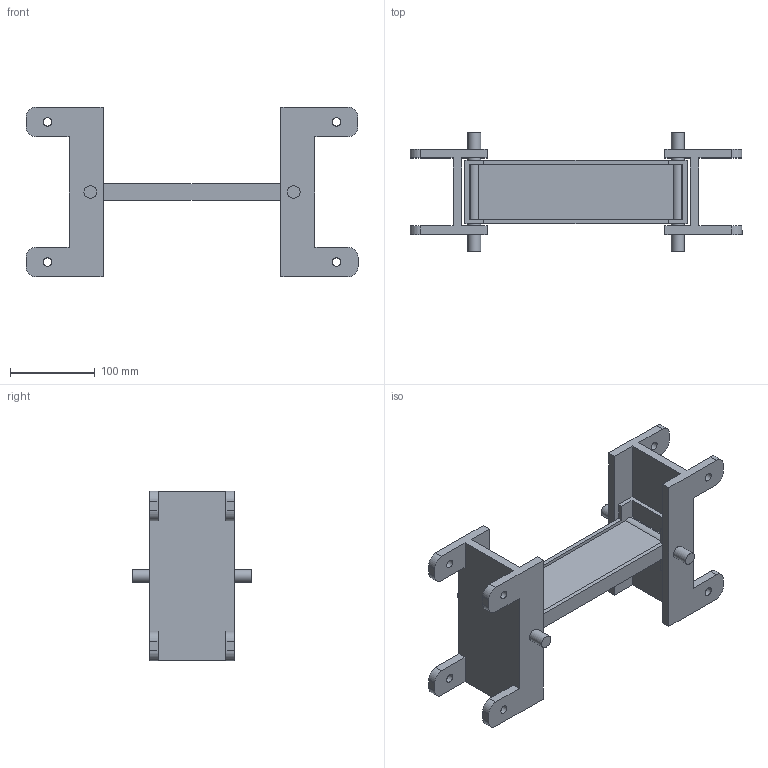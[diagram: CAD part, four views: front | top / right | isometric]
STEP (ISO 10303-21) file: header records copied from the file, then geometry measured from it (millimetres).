
FILE_DESCRIPTION(/* description */ ('CAx-IF Rec.Pracs.---Representation and Presentation of Product Manufacturing Information (PMI)---4.0---2014-10-13','CAx-IF Rec.Pracs.---3D Tessellated Geometry---0.4---2014-09-14','2;1'),/* implementation_level */ '2;1');
FILE_NAME(/* name */ 'HW_CAE_STR1_3',/* time_stamp */ '2023-04-17T09:49:22+03:00',/* author */ (''),/* organization */ (''),/* preprocessor_version */ 'ST-DEVELOPER v18.102',/* originating_system */ 'SIEMENS PLM Software NX2206.8101',/* authorisation */ $);
FILE_SCHEMA (('AP242_MANAGED_MODEL_BASED_3D_ENGINEERING_MIM_LF { 1 0 10303 442 3 1 4 }'));
Length unit declared in the file: millimetre
Products named in the file (4): HW_CAE_STR1_3; model3; model2; model1
Assembly tree (5 placements, depth 2):
  HW_CAE_STR1_3
    model3  x2
    model2
    model1  x2
Bounding box: 390.63 x 140 x 200 mm (x, y, z)
Volume: 1093986.4 mm3; surface area: 270113.3 mm2
Topology: 5 solids, 5 shells, 114 faces, 430 edges, 414 vertices
Faces by surface type: plane 82, cylinder 32
Full cylindrical faces by diameter (mm): 10 x8, 15 x8
Entity records: 3733 total; most frequent: DIRECTION 629, CARTESIAN_POINT 601, ORIENTED_EDGE 420, LINE 215, VECTOR 215, EDGE_CURVE 210, AXIS2_PLACEMENT_3D 207, VERTEX_POINT 146
